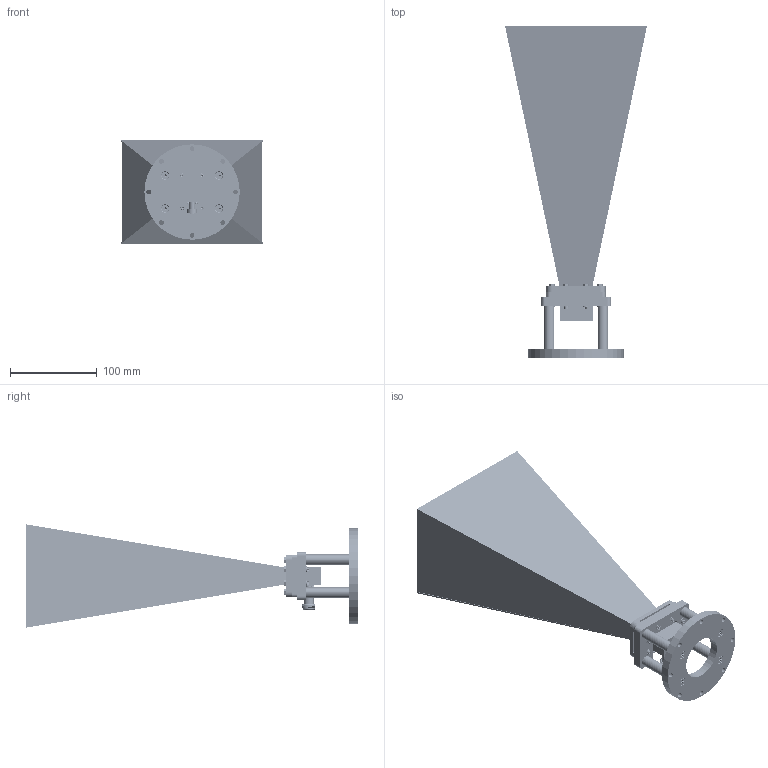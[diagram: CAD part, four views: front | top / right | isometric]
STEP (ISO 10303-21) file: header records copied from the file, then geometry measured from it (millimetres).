
FILE_DESCRIPTION (( 'STEP AP214' ), '1' );
FILE_NAME ('FM1WAN137-20NF_3D.step', '2024-05-06T19:08:38', ( '' ), ( '' ), 'SwSTEP 2.0', 'SolidWorks 2022', '' );
FILE_SCHEMA (( 'AUTOMOTIVE_DESIGN' ));
Length unit declared in the file: inch
Products named in the file (12): No.4 Flat Washer_1_91166A230; flat head screw_am_B18.6.7M - M4 x 0.7 x 10 Type I Cross Recessed FHMS --10N; Copy of FMWAN137-MNT_STDF RND M4 FEM, 8OD X 64LG^FMWAN137-MNT; FMWAN137-MNT; Screw 4-40SH x 9_16_1; Screw 4-40SH x 9_16_2; FM1WAN137-20NF_3D; PE9838; Copy of FMWAN137-MNT_LWR PLT^FMWAN137-MNT; 4-40 Nut_1_94150A335; Copy of FMWAN137-MNT_UPR PLT^FMWAN137-MNT; FM9859B-20-CPRG
Assembly tree (41 placements, depth 3):
  FM1WAN137-20NF_3D
    FMWAN137-MNT
      Copy of FMWAN137-MNT_UPR PLT^FMWAN137-MNT
      Copy of FMWAN137-MNT_LWR PLT^FMWAN137-MNT
      Copy of FMWAN137-MNT_STDF RND M4 FEM, 8OD X 64LG^FMWAN137-MNT  x4
      flat head screw_am_B18.6.7M - M4 x 0.7 x 10 Type I Cross Recessed FHMS --10N  x8
    PE9838
    FM9859B-20-CPRG
    4-40 Nut_1_94150A335  x8
    No.4 Flat Washer_1_91166A230  x8
    Screw 4-40SH x 9_16_1  x6
    Screw 4-40SH x 9_16_2  x2
Bounding box: 163.68 x 382.67 x 119.05 mm (x, y, z)
Volume: 321685.2 mm3; surface area: 283513.4 mm2
Topology: 44 solids, 44 shells, 4853 faces, 13576 edges, 8840 vertices
Faces by surface type: plane 1661, cylinder 1506, cone 947, torus 688, bspline 51
Entity records: 64723 total; most frequent: CARTESIAN_POINT 30355, ORIENTED_EDGE 7804, DIRECTION 6138, EDGE_CURVE 3902, VERTEX_POINT 2538, AXIS2_PLACEMENT_3D 2371, EDGE_LOOP 1530, ADVANCED_FACE 1418
